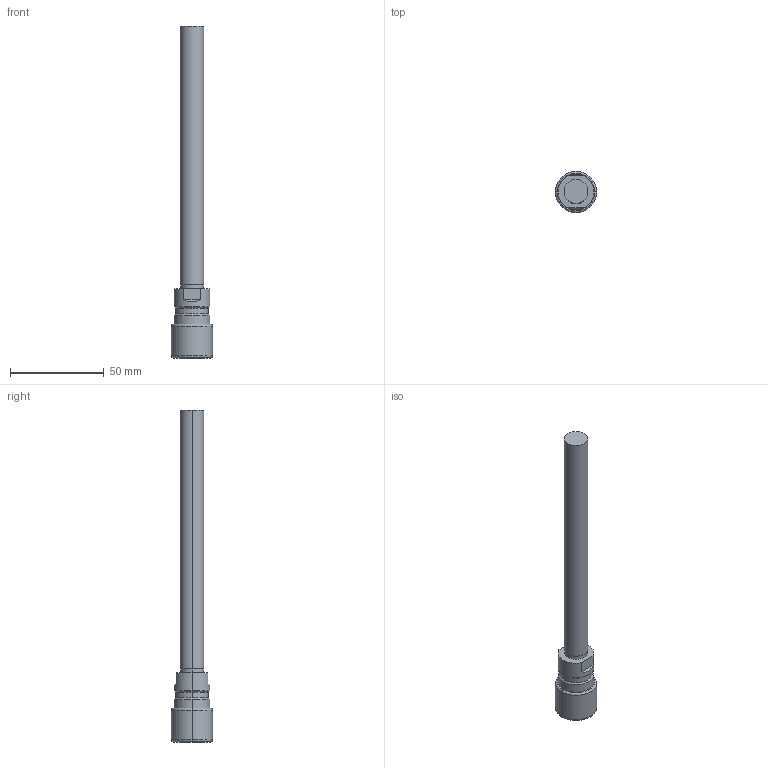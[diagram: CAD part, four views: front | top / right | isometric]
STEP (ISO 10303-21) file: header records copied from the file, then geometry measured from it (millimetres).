
FILE_DESCRIPTION (( 'STEP AP203' ), '1' );
FILE_NAME ('STP-04895.STEP', '2016-12-21T01:28:08', ( 'user' ), ( '' ), 'SwSTEP 2.0', 'SolidWorks 2015', '' );
FILE_SCHEMA (( 'CONFIG_CONTROL_DESIGN' ));
Length unit declared in the file: millimetre
Products named in the file (1): STP-04895
Bounding box: 22 x 22 x 177 mm (x, y, z)
Volume: 27527.3 mm3; surface area: 9549.9 mm2
Topology: 1 solids, 1 shells, 33 faces, 68 edges, 40 vertices
Faces by surface type: cylinder 14, plane 9, cone 6, torus 4
Entity records: 949 total; most frequent: DIRECTION 172, CARTESIAN_POINT 148, ORIENTED_EDGE 136, AXIS2_PLACEMENT_3D 72, EDGE_CURVE 68, VERTEX_POINT 40, CIRCLE 38, EDGE_LOOP 36
